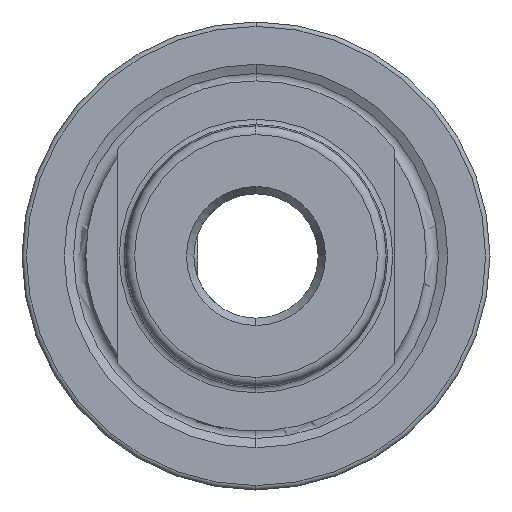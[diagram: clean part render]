
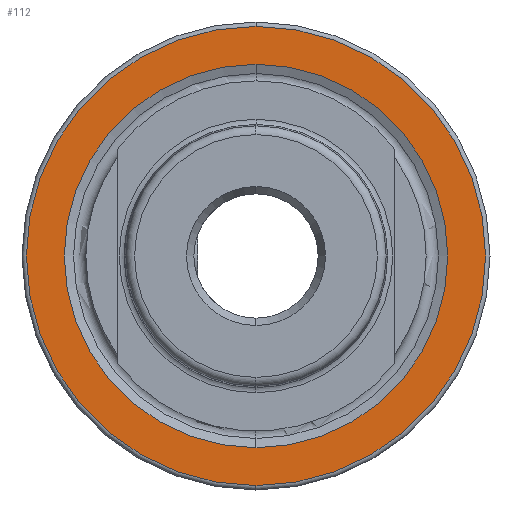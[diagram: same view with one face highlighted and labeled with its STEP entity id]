
A CAD part, left-side view. The second image highlights one B-rep face of the part: STEP entity #112.
In plain terms, the highlighted planar face has unit normal (-1, 0, 0).
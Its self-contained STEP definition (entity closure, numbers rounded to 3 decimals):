
#112 = ADVANCED_FACE ( 'NONE', ( #2357, #2365 ), #2546, .F. ) ;
#166 = CIRCLE ( 'NONE', #4328, 13.109 ) ;
#167 = CIRCLE ( 'NONE', #4329, 15.7 ) ;
#280 = CIRCLE ( 'NONE', #4376, 13.109 ) ;
#289 = CIRCLE ( 'NONE', #4380, 15.7 ) ;
#901 = CARTESIAN_POINT ( 'NONE',  ( 18., 0., 0. ) ) ;
#902 = DIRECTION ( 'NONE',  ( -1., 0., 0. ) ) ;
#903 = DIRECTION ( 'NONE',  ( 0., 0., 1. ) ) ;
#915 = CARTESIAN_POINT ( 'NONE',  ( 18., 0., 0. ) ) ;
#916 = DIRECTION ( 'NONE',  ( -1., 0., 0. ) ) ;
#917 = DIRECTION ( 'NONE',  ( 0., 0., 1. ) ) ;
#1608 = ORIENTED_EDGE ( 'NONE', *, *, #3610, .F. ) ;
#1609 = ORIENTED_EDGE ( 'NONE', *, *, #3933, .F. ) ;
#1610 = ORIENTED_EDGE ( 'NONE', *, *, #3939, .T. ) ;
#1611 = ORIENTED_EDGE ( 'NONE', *, *, #3611, .T. ) ;
#1924 = EDGE_LOOP ( 'NONE', ( #1610, #1611 ) ) ;
#1931 = EDGE_LOOP ( 'NONE', ( #1608, #1609 ) ) ;
#2046 = VERTEX_POINT ( 'NONE', #2863 ) ;
#2110 = VERTEX_POINT ( 'NONE', #2927 ) ;
#2111 = VERTEX_POINT ( 'NONE', #2928 ) ;
#2128 = VERTEX_POINT ( 'NONE', #2945 ) ;
#2357 = FACE_BOUND ( 'NONE', #1931, .T. ) ;
#2365 = FACE_OUTER_BOUND ( 'NONE', #1924, .T. ) ;
#2543 = CARTESIAN_POINT ( 'NONE',  ( 18., 0., 13.109 ) ) ;
#2546 = PLANE ( 'NONE',  #4110 ) ;
#2548 = DIRECTION ( 'NONE',  ( 1., 0., 0. ) ) ;
#2549 = DIRECTION ( 'NONE',  ( 0., 0., -1. ) ) ;
#2863 = CARTESIAN_POINT ( 'NONE',  ( 18., 0., -15.7 ) ) ;
#2927 = CARTESIAN_POINT ( 'NONE',  ( 18., 0., 13.109 ) ) ;
#2928 = CARTESIAN_POINT ( 'NONE',  ( 18., 0., -13.109 ) ) ;
#2945 = CARTESIAN_POINT ( 'NONE',  ( 18., 0., 15.7 ) ) ;
#3305 = CARTESIAN_POINT ( 'NONE',  ( 18., 0., 0. ) ) ;
#3306 = DIRECTION ( 'NONE',  ( -1., 0., 0. ) ) ;
#3307 = DIRECTION ( 'NONE',  ( 0., 0., 1. ) ) ;
#3308 = CARTESIAN_POINT ( 'NONE',  ( 18., 0., 0. ) ) ;
#3309 = DIRECTION ( 'NONE',  ( -1., 0., 0. ) ) ;
#3310 = DIRECTION ( 'NONE',  ( 0., 0., 1. ) ) ;
#3610 = EDGE_CURVE ( 'NONE', #2110, #2111, #166, .T. ) ;
#3611 = EDGE_CURVE ( 'NONE', #2046, #2128, #167, .T. ) ;
#3933 = EDGE_CURVE ( 'NONE', #2111, #2110, #280, .T. ) ;
#3939 = EDGE_CURVE ( 'NONE', #2128, #2046, #289, .T. ) ;
#4110 = AXIS2_PLACEMENT_3D ( 'NONE', #2543, #2548, #2549 ) ;
#4328 = AXIS2_PLACEMENT_3D ( 'NONE', #3305, #3306, #3307 ) ;
#4329 = AXIS2_PLACEMENT_3D ( 'NONE', #3308, #3309, #3310 ) ;
#4376 = AXIS2_PLACEMENT_3D ( 'NONE', #901, #902, #903 ) ;
#4380 = AXIS2_PLACEMENT_3D ( 'NONE', #915, #916, #917 ) ;
